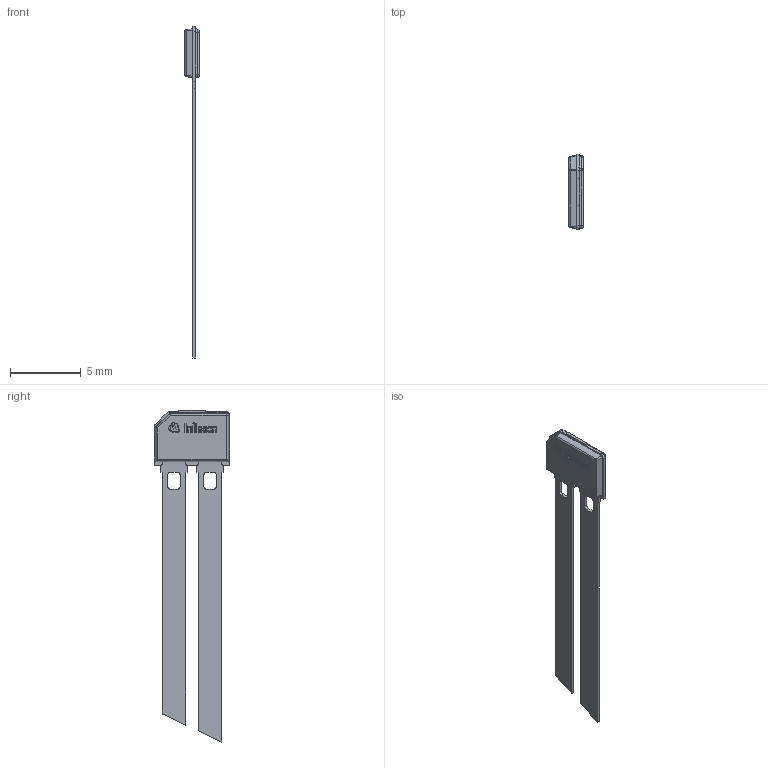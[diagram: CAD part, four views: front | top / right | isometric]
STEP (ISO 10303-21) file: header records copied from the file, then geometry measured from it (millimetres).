
FILE_DESCRIPTION(/* description */ (''),/* implementation_level */ '2;1');
FILE_NAME(/* name */ 'PG-SSO-2-1_Z8B00008288_V06_3D.stp',/* time_stamp */ '2019-05-22T15:47:31+05:00',/* author */ ('janartha'),/* organization */ (''),/* preprocessor_version */ 'ST-DEVELOPER v16.13',/* originating_system */ 'AutoCAD Mechanical',/* authorisation */ '');
FILE_SCHEMA (('AUTOMOTIVE_DESIGN { 1 0 10303 214 3 1 1 }'));
Length unit declared in the file: millimetre
Products named in the file (1): Product
Bounding box: 1.01 x 5.34 x 23.41 mm (x, y, z)
Volume: 29.4 mm3; surface area: 262.9 mm2
Topology: 17 solids, 17 shells, 227 faces, 554 edges, 361 vertices
Faces by surface type: plane 156, cylinder 43, bspline 23, sphere 5
Full cylindrical faces by diameter (mm): 0.107 x1, 0.219 x1
Entity records: 6894 total; most frequent: CARTESIAN_POINT 1621, ORIENTED_EDGE 1104, DIRECTION 1017, EDGE_CURVE 552, LINE 425, VECTOR 425, VERTEX_POINT 361, AXIS2_PLACEMENT_3D 296
